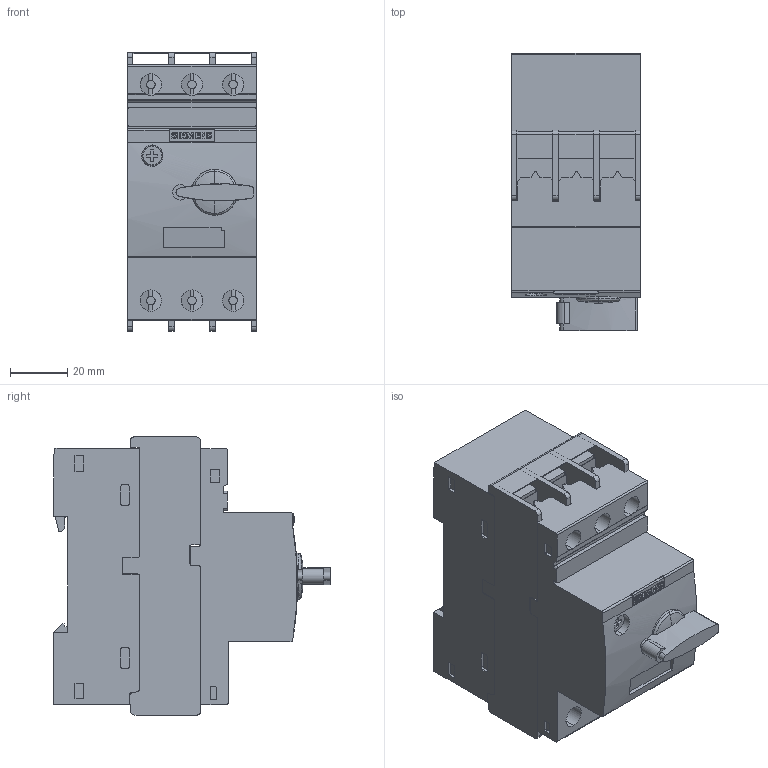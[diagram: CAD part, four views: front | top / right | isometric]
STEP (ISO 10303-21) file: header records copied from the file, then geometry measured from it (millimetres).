
FILE_DESCRIPTION(('no description'),'unknown implementation level');
FILE_NAME('3RV2021-4AA10_3D_v.stp',' ',('SIEMENS A&D'),('CADClick - KiM GmbH - www.kimweb.de'),'unknown preprocess','ACIS','unknown authorization');
FILE_SCHEMA(('automotive_design'));
Length unit declared in the file: millimetre
Products named in the file (1): 1
Bounding box: 45 x 96.9 x 97.4 mm (x, y, z)
Volume: 268752.8 mm3; surface area: 44006 mm2
Topology: 1 solids, 1 shells, 640 faces, 1948 edges, 1291 vertices
Faces by surface type: plane 436, cylinder 194, torus 10
Entity records: 43878 total; most frequent: CARTESIAN_POINT 4716, ORIENTED_EDGE 3896, STYLED_ITEM 3880, PRESENTATION_STYLE_ASSIGNMENT 3880, COLOUR_RGB 3880, DIRECTION 3605, EDGE_CURVE 1948, CURVE_STYLE 1948
